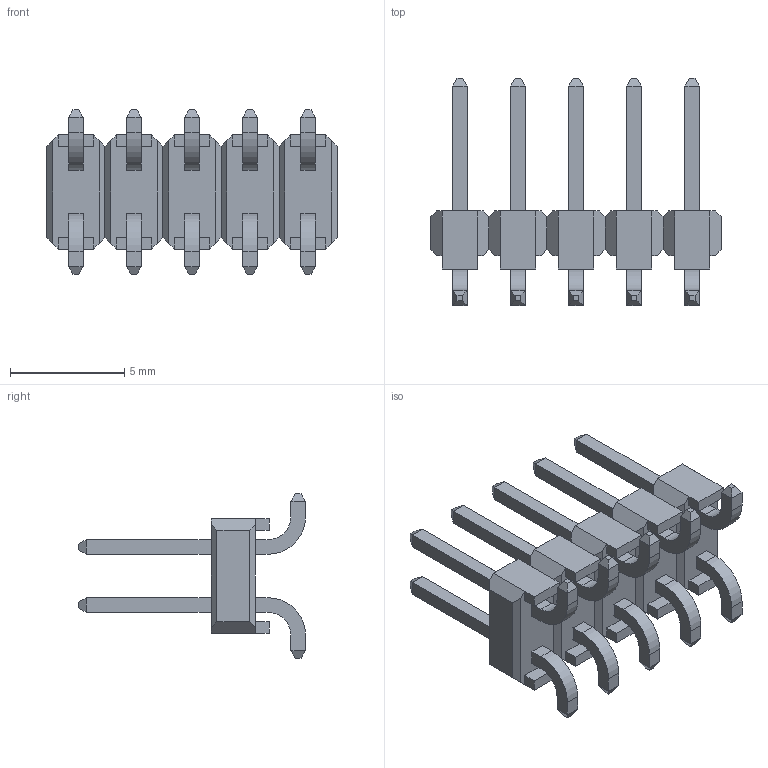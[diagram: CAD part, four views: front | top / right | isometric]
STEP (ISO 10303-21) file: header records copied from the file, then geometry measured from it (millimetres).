
FILE_DESCRIPTION((''),'2;1');
FILE_NAME('M20-876XXXX_ASM','2012-06-15T',('wbourne'),(''),'PRO/ENGINEER BY PARAMETRIC TECHNOLOGY CORPORATION, 2011490','PRO/ENGINEER BY PARAMETRIC TECHNOLOGY CORPORATION, 2011490','');
FILE_SCHEMA(('CONFIG_CONTROL_DESIGN','SHAPE_APPEARANCE_LAYERS_GROUPS'));
Length unit declared in the file: millimetre
Products named in the file (3): M20-876-MOULD; M20-876-PIN; M20-876XXXX_ASM
Assembly tree (11 placements, depth 2):
  M20-876XXXX_ASM
    M20-876-MOULD
    M20-876-PIN  x10
Bounding box: 12.7 x 9.93 x 7.2 mm (x, y, z)
Volume: 157.5 mm3; surface area: 552.3 mm2
Topology: 11 solids, 11 shells, 372 faces, 904 edges, 564 vertices
Faces by surface type: plane 352, cylinder 20
Entity records: 6583 total; most frequent: CARTESIAN_POINT 891, ORIENTED_EDGE 872, DIRECTION 798, PRESENTATION_STYLE_ASSIGNMENT 447, STYLED_ITEM 438, CURVE_STYLE 436, EDGE_CURVE 436, VECTOR 432
